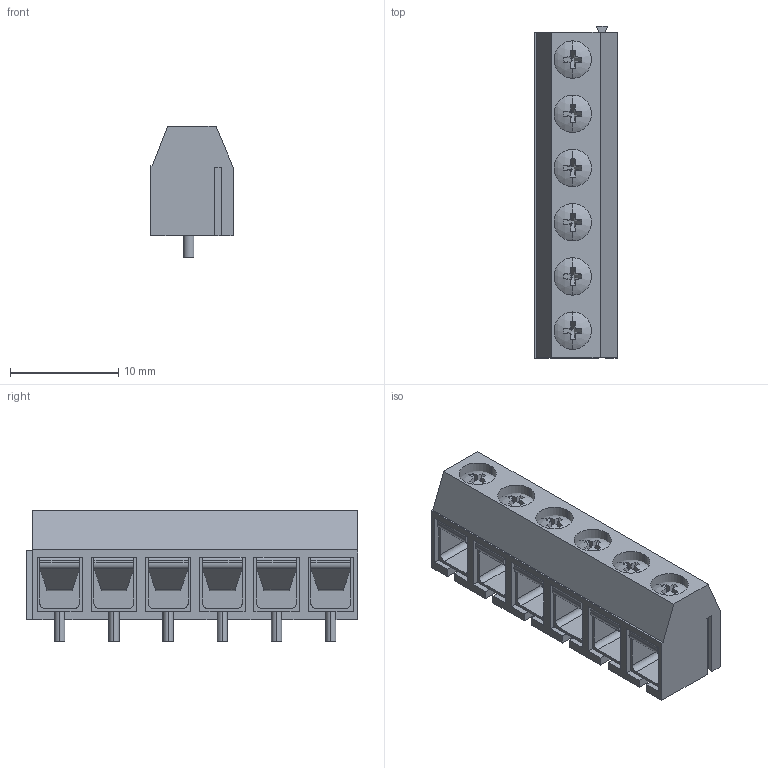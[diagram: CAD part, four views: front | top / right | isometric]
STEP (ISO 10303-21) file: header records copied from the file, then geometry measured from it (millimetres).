
FILE_DESCRIPTION (( 'STEP AP214' ), '1' );
FILE_NAME ('Terminal Block 6-pin.STEP', '2025-12-10T14:01:38', ( '' ), ( '' ), 'SwSTEP 2.0', 'SolidWorks 2024', '' );
FILE_SCHEMA (( 'AUTOMOTIVE_DESIGN' ));
Length unit declared in the file: millimetre
Products named in the file (1): Terminal Block 6-pin
Bounding box: 7.6 x 30.6 x 12.1 mm (x, y, z)
Volume: 1664.5 mm3; surface area: 4186.5 mm2
Topology: 25 solids, 25 shells, 551 faces, 1269 edges, 786 vertices
Faces by surface type: plane 389, cylinder 126, torus 12, sphere 12, bspline 12
Entity records: 22469 total; most frequent: CARTESIAN_POINT 3651, DIRECTION 2685, ORIENTED_EDGE 2538, EDGE_CURVE 1269, AXIS2_PLACEMENT_3D 924, LINE 837, VECTOR 837, VERTEX_POINT 786
